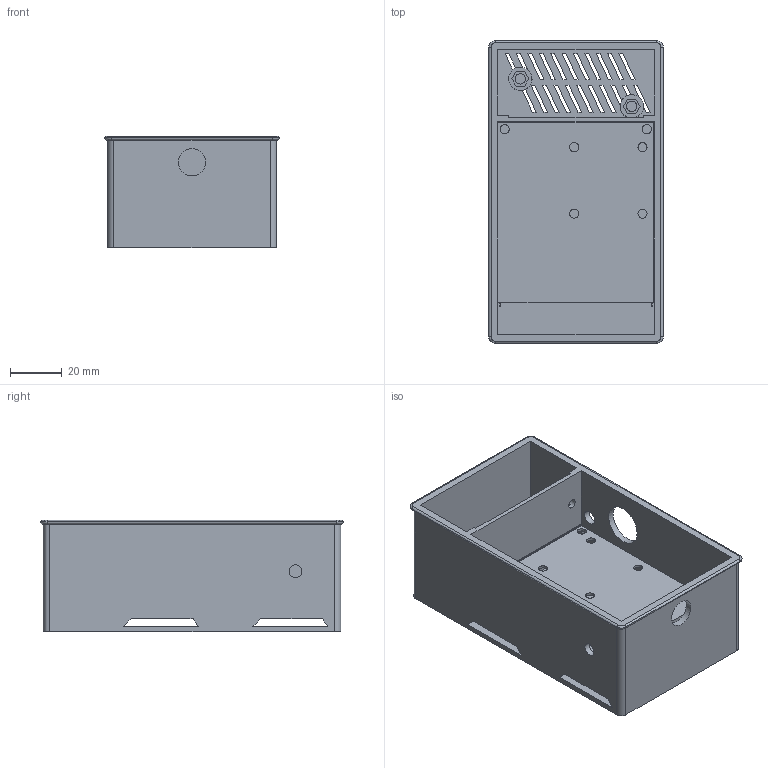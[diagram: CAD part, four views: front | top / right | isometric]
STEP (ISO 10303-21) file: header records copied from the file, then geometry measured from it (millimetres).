
FILE_DESCRIPTION(/* description */ ('','CAx-IF Rec.Pracs.---Representation and Presentation of Product Manufacturing Information (PMI)---4.0---2014-10-13'),/* implementation_level */ '2;1');
FILE_NAME(/* name */ 'LED_BOX_bottom v31.step',/* time_stamp */ '2025-03-16T21:45:34+01:00',/* author */ (''),/* organization */ (''),/* preprocessor_version */ 'ST-DEVELOPER v20',/* originating_system */ 'Autodesk Translation Framework v13.20.0.188',/* authorisation */ '');
FILE_SCHEMA (('AP242_MANAGED_MODEL_BASED_3D_ENGINEERING_MIM_LF { 1 0 10303 442 1 1 4 }'));
Length unit declared in the file: millimetre
Products named in the file (1): LED_BOX_bottom
Bounding box: 67.4 x 117 x 43 mm (x, y, z)
Volume: 78373.2 mm3; surface area: 68622.2 mm2
Topology: 2 solids, 2 shells, 201 faces, 581 edges, 382 vertices
Faces by surface type: plane 163, cylinder 30, torus 8
Full cylindrical faces by diameter (mm): 3 x2, 3.5 x7, 4 x2, 5 x1, 5.5 x1, 6.25 x1, 9 x1, 10.6 x1, 15.5 x1
Entity records: 6729 total; most frequent: CARTESIAN_POINT 1165, ORIENTED_EDGE 1162, DIRECTION 1075, EDGE_CURVE 581, LINE 491, VECTOR 491, VERTEX_POINT 382, AXIS2_PLACEMENT_3D 292
